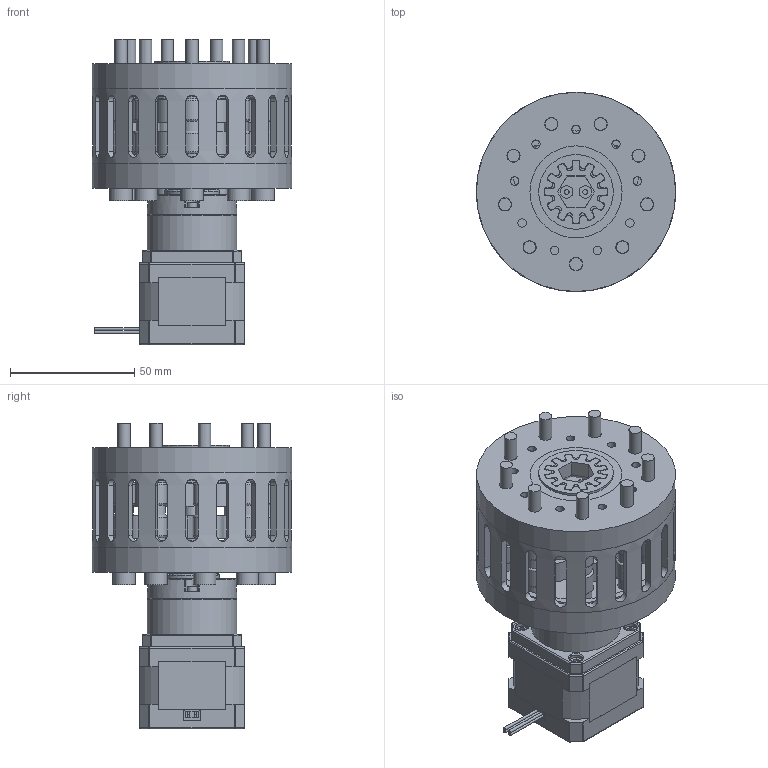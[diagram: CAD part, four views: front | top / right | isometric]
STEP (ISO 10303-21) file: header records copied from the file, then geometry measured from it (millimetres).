
FILE_DESCRIPTION(/* description */ ('STEP AP242 Edition 2','CAx-IF Rec.Pracs.---Representation and Presentation of Product Manufacturing Information (PMI)---4.0---2014-10-13','CAx-IF Rec.Pracs.---3D Tessellated Geometry---0.4---2014-09-14','2;1','CAx-IF Rec.Pracs.---User Defined Attributes---1.5---2016-08-15'),/* implementation_level */ '2;1');
FILE_NAME(/* name */ '6959d3f31df1aa22cff67044',/* time_stamp */ '2026-01-04T02:44:05Z',/* author */ (''),/* organization */ (''),/* preprocessor_version */ 'ST-DEVELOPER v20',/* originating_system */ 'ONSHAPE BY PTC INC, 1.208',/* authorisation */ ' ');
FILE_SCHEMA (('AP242_MANAGED_MODEL_BASED_3D_ENGINEERING_MIM_LF { 1 0 10303 442 3 1 4 }'));
Length unit declared in the file: metre
Products named in the file (18): NEMA 17 + Drive; 17HS13-0404S-PG5; Cycloidal Drive NEMA 17 <1>; 4mm spacer for M5 bolt; Cycloid Outer Bearing 9mm OD; Placeholder for 12mm ID 18mm OD 4mm thickness bearings; long M5 placeholder; ThunderHex 0.5 in ID 1.25in OD bearing; 30mm ID 37mm OD 4mm Thickness Bearing; CAM TOP; Cycloidal disk 2.0; CAM CAP; Housing; Nema 17 mounting & backplate; Output Shaft; CAM; 3D-Print Adapter (1/2" Hex Bore, Thrifty Profile); Cap plate
Assembly tree (73 placements, depth 3):
  NEMA 17 + Drive
    17HS13-0404S-PG5
    Cycloidal Drive NEMA 17 <1>
      4mm spacer for M5 bolt  x27
      Cycloid Outer Bearing 9mm OD  x18
      Placeholder for 12mm ID 18mm OD 4mm thickness bearings  x4
      long M5 placeholder  x9
      ThunderHex 0.5 in ID 1.25in OD bearing
      30mm ID 37mm OD 4mm Thickness Bearing  x2
      CAM TOP
      Cycloidal disk 2.0  x2
      CAM CAP
      Housing
      Nema 17 mounting & backplate
      Output Shaft
      CAM
      3D-Print Adapter (1/2" Hex Bore, Thrifty Profile)
      Cap plate
Bounding box: 80 x 80 x 122.86 mm (x, y, z)
Volume: 261790.4 mm3; surface area: 116746.1 mm2
Topology: 72 solids, 72 shells, 1166 faces, 2655 edges, 1703 vertices
Faces by surface type: plane 534, cylinder 469, torus 114, sphere 24, cone 21, bspline 4
Full cylindrical faces by diameter (mm): 1.153 x4, 1.8 x2, 2 x6, 2.5 x4, 3.4 x13, 4 x4, 4.6 x4, 5 x35, 5.2 x4, 5.25 x45, 5.6 x5, 6 x5, 6.4 x1, 7 x1, 7.1 x9, 7.5 x27, 8 x1, 8.6 x1, 9 x27, 10 x8, 12 x6, 13.75 x1, 13.76 x1, 14.6 x1, 15.006 x1, 18 x8, 19.204 x2, 20 x1, 22 x1, 24.575 x2
Entity records: 28960 total; most frequent: CARTESIAN_POINT 5545, DIRECTION 4657, ORIENTED_EDGE 4044, EDGE_CURVE 2022, AXIS2_PLACEMENT_3D 1815, VERTEX_POINT 1401, FACE_BOUND 1285, EDGE_LOOP 1281
